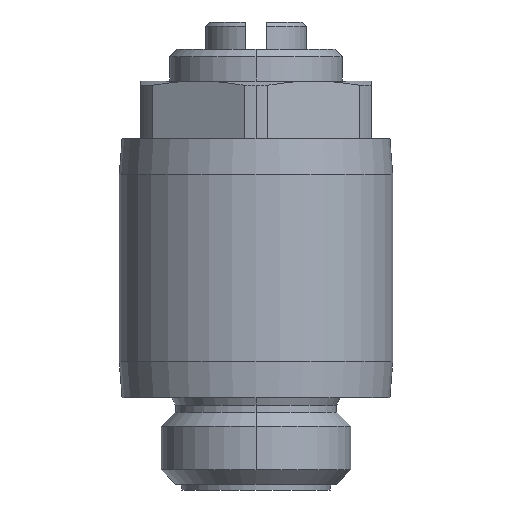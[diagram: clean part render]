
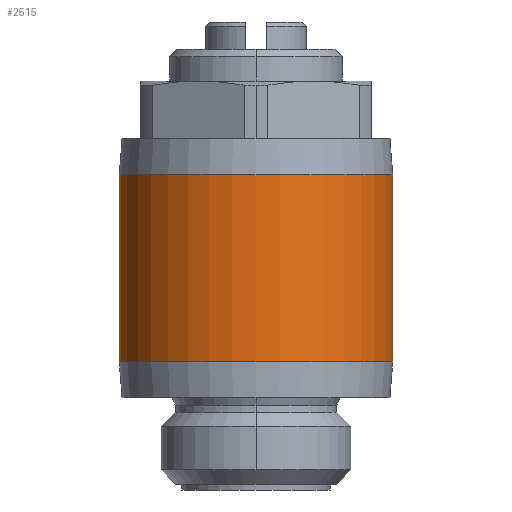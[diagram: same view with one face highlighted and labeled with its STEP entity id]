
A CAD part, left-side view. The second image highlights one B-rep face of the part: STEP entity #2515.
In plain terms, the highlighted cylindrical face has radius 9.5 mm (diameter 19 mm), a partial arc.
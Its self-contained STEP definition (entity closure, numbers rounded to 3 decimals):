
#311 = CARTESIAN_POINT ( 'NONE',  ( 29.124, 7.787, 8.002 ) ) ;
#514 = CARTESIAN_POINT ( 'NONE',  ( 29.124, 26.787, 1.502 ) ) ;
#1915 = ORIENTED_EDGE ( 'NONE', *, *, #17057, .F. ) ;
#1999 = CIRCLE ( 'NONE', #3169, 9.5 ) ;
#2207 = DIRECTION ( 'NONE',  ( 0., 1., 0. ) ) ;
#2436 = EDGE_LOOP ( 'NONE', ( #12850, #16785, #6466, #1915 ) ) ;
#2515 = ADVANCED_FACE ( 'NONE', ( #17122 ), #10936, .T. ) ;
#2749 = CARTESIAN_POINT ( 'NONE',  ( 29.124, 7.787, 1.502 ) ) ;
#2802 = DIRECTION ( 'NONE',  ( 0., 1., 0. ) ) ;
#3169 = AXIS2_PLACEMENT_3D ( 'NONE', #7767, #5081, #14524 ) ;
#3209 = CARTESIAN_POINT ( 'NONE',  ( 29.124, 26.787, 8.002 ) ) ;
#3361 = EDGE_CURVE ( 'NONE', #15693, #10490, #7835, .T. ) ;
#4354 = VERTEX_POINT ( 'NONE', #3209 ) ;
#4591 = DIRECTION ( 'NONE',  ( 0., 0., 1. ) ) ;
#5081 = DIRECTION ( 'NONE',  ( 0., 0., 1. ) ) ;
#5590 = CIRCLE ( 'NONE', #17517, 9.5 ) ;
#5899 = DIRECTION ( 'NONE',  ( 0., 0., 1. ) ) ;
#6466 = ORIENTED_EDGE ( 'NONE', *, *, #17132, .T. ) ;
#7767 = CARTESIAN_POINT ( 'NONE',  ( 29.124, 17.287, -4.998 ) ) ;
#7835 = LINE ( 'NONE', #2749, #9523 ) ;
#7858 = VERTEX_POINT ( 'NONE', #7977 ) ;
#7977 = CARTESIAN_POINT ( 'NONE',  ( 29.124, 26.787, -4.998 ) ) ;
#8940 = CARTESIAN_POINT ( 'NONE',  ( 29.124, 7.787, -4.998 ) ) ;
#9261 = CARTESIAN_POINT ( 'NONE',  ( 29.124, 17.287, 1.502 ) ) ;
#9523 = VECTOR ( 'NONE', #5899, 1000. ) ;
#10490 = VERTEX_POINT ( 'NONE', #311 ) ;
#10655 = DIRECTION ( 'NONE',  ( 0., 0., 1. ) ) ;
#10936 = CYLINDRICAL_SURFACE ( 'NONE', #16046, 9.5 ) ;
#11520 = DIRECTION ( 'NONE',  ( 0., 0., -1. ) ) ;
#11689 = CARTESIAN_POINT ( 'NONE',  ( 29.124, 17.287, 8.002 ) ) ;
#12706 = EDGE_CURVE ( 'NONE', #7858, #15693, #1999, .T. ) ;
#12850 = ORIENTED_EDGE ( 'NONE', *, *, #12706, .T. ) ;
#14210 = VECTOR ( 'NONE', #4591, 1000. ) ;
#14420 = LINE ( 'NONE', #514, #14210 ) ;
#14524 = DIRECTION ( 'NONE',  ( 0., 1., 0. ) ) ;
#15693 = VERTEX_POINT ( 'NONE', #8940 ) ;
#16046 = AXIS2_PLACEMENT_3D ( 'NONE', #9261, #10655, #2802 ) ;
#16785 = ORIENTED_EDGE ( 'NONE', *, *, #3361, .T. ) ;
#17057 = EDGE_CURVE ( 'NONE', #7858, #4354, #14420, .T. ) ;
#17122 = FACE_OUTER_BOUND ( 'NONE', #2436, .T. ) ;
#17132 = EDGE_CURVE ( 'NONE', #10490, #4354, #5590, .T. ) ;
#17517 = AXIS2_PLACEMENT_3D ( 'NONE', #11689, #11520, #2207 ) ;
